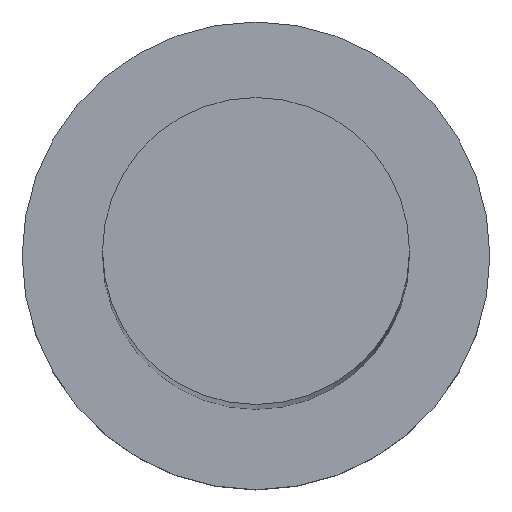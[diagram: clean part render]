
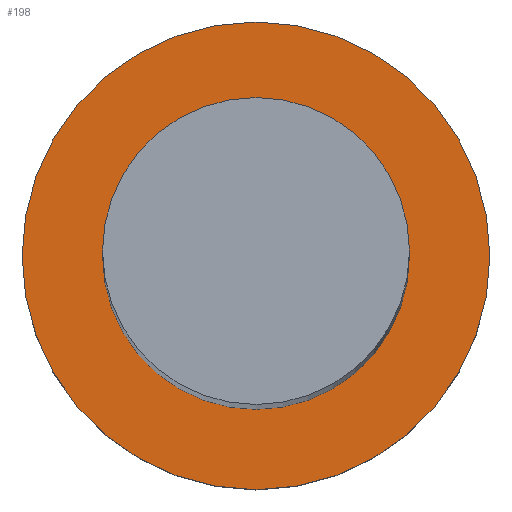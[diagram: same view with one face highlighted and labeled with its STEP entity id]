
A CAD part, top view. The second image highlights one B-rep face of the part: STEP entity #198.
In plain terms, the highlighted planar face has unit normal (0, 0, 1).
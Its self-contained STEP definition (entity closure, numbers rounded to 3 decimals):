
#4 = DIRECTION ( 'NONE',  ( 1., 0., 0. ) ) ;
#14 = DIRECTION ( 'NONE',  ( 1., 0., 0. ) ) ;
#16 = CARTESIAN_POINT ( 'NONE',  ( -8., 0., 5. ) ) ;
#20 = PLANE ( 'NONE',  #214 ) ;
#26 = VERTEX_POINT ( 'NONE', #16 ) ;
#42 = CIRCLE ( 'NONE', #180, 8. ) ;
#51 = AXIS2_PLACEMENT_3D ( 'NONE', #241, #159, #4 ) ;
#59 = AXIS2_PLACEMENT_3D ( 'NONE', #211, #193, #14 ) ;
#60 = EDGE_CURVE ( 'NONE', #26, #201, #97, .T. ) ;
#73 = CARTESIAN_POINT ( 'NONE',  ( 0., 0., 5. ) ) ;
#75 = CARTESIAN_POINT ( 'NONE',  ( 5.25, 0., 5. ) ) ;
#81 = ORIENTED_EDGE ( 'NONE', *, *, #236, .F. ) ;
#83 = ORIENTED_EDGE ( 'NONE', *, *, #149, .T. ) ;
#88 = CIRCLE ( 'NONE', #51, 5.25 ) ;
#91 = CARTESIAN_POINT ( 'NONE',  ( 0., 0., 5. ) ) ;
#97 = CIRCLE ( 'NONE', #59, 8. ) ;
#100 = AXIS2_PLACEMENT_3D ( 'NONE', #239, #235, #215 ) ;
#111 = DIRECTION ( 'NONE',  ( 1., 0., 0. ) ) ;
#116 = DIRECTION ( 'NONE',  ( 1., 0., 0. ) ) ;
#118 = DIRECTION ( 'NONE',  ( 0., 0., 1. ) ) ;
#119 = CARTESIAN_POINT ( 'NONE',  ( 8., 0., 5. ) ) ;
#124 = EDGE_LOOP ( 'NONE', ( #81, #247 ) ) ;
#134 = CARTESIAN_POINT ( 'NONE',  ( -5.25, 0., 5. ) ) ;
#136 = CIRCLE ( 'NONE', #100, 5.25 ) ;
#140 = VERTEX_POINT ( 'NONE', #134 ) ;
#142 = EDGE_LOOP ( 'NONE', ( #183, #83 ) ) ;
#149 = EDGE_CURVE ( 'NONE', #201, #26, #42, .T. ) ;
#159 = DIRECTION ( 'NONE',  ( 0., 0., 1. ) ) ;
#174 = FACE_OUTER_BOUND ( 'NONE', #142, .T. ) ;
#180 = AXIS2_PLACEMENT_3D ( 'NONE', #73, #189, #111 ) ;
#183 = ORIENTED_EDGE ( 'NONE', *, *, #60, .T. ) ;
#189 = DIRECTION ( 'NONE',  ( 0., 0., 1. ) ) ;
#193 = DIRECTION ( 'NONE',  ( 0., 0., 1. ) ) ;
#198 = ADVANCED_FACE ( 'NONE', ( #205, #174 ), #20, .T. ) ;
#200 = EDGE_CURVE ( 'NONE', #225, #140, #136, .T. ) ;
#201 = VERTEX_POINT ( 'NONE', #119 ) ;
#205 = FACE_BOUND ( 'NONE', #124, .T. ) ;
#211 = CARTESIAN_POINT ( 'NONE',  ( 0., 0., 5. ) ) ;
#214 = AXIS2_PLACEMENT_3D ( 'NONE', #91, #118, #116 ) ;
#215 = DIRECTION ( 'NONE',  ( 1., 0., 0. ) ) ;
#225 = VERTEX_POINT ( 'NONE', #75 ) ;
#235 = DIRECTION ( 'NONE',  ( 0., 0., 1. ) ) ;
#236 = EDGE_CURVE ( 'NONE', #140, #225, #88, .T. ) ;
#239 = CARTESIAN_POINT ( 'NONE',  ( 0., 0., 5. ) ) ;
#241 = CARTESIAN_POINT ( 'NONE',  ( 0., 0., 5. ) ) ;
#247 = ORIENTED_EDGE ( 'NONE', *, *, #200, .F. ) ;
